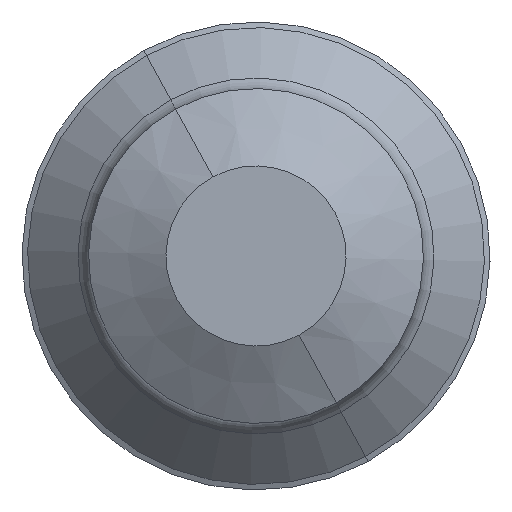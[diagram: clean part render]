
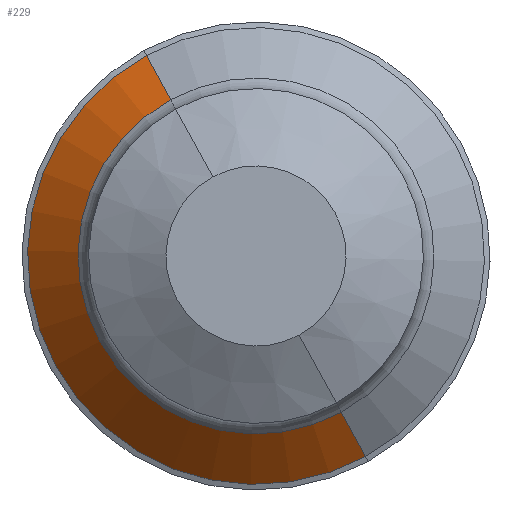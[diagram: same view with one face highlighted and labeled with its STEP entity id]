
A CAD part, left-side view. The second image highlights one B-rep face of the part: STEP entity #229.
In plain terms, the highlighted conical face has half-angle 45 degrees and reference radius 4.65 mm.
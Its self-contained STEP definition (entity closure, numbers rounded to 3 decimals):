
#148=CARTESIAN_POINT('Vertex',(1954.099,357.995,354.614)) ;
#151=CARTESIAN_POINT('Axis2P3D Location',(1954.099,355.625,350.276)) ;
#155=CARTESIAN_POINT('Vertex',(1954.099,353.255,345.939)) ;
#199=CARTESIAN_POINT('Axis2P3D Location',(1953.806,355.625,350.276)) ;
#204=CARTESIAN_POINT('Line Origine',(1954.653,358.261,355.1)) ;
#208=CARTESIAN_POINT('Vertex',(1955.5,358.667,355.844)) ;
#211=CARTESIAN_POINT('Axis2P3D Location',(1955.5,355.625,350.276)) ;
#215=CARTESIAN_POINT('Vertex',(1955.5,352.584,344.709)) ;
#218=CARTESIAN_POINT('Line Origine',(1954.653,352.99,345.452)) ;
#152=DIRECTION('Axis2P3D Direction',(-1.,-0.,0.)) ;
#200=DIRECTION('Axis2P3D Direction',(1.,-0.,-0.)) ;
#201=DIRECTION('Axis2P3D XDirection',(0.,0.479,0.878)) ;
#205=DIRECTION('Vector Direction',(0.707,0.339,0.621)) ;
#212=DIRECTION('Axis2P3D Direction',(1.,-0.,0.)) ;
#219=DIRECTION('Vector Direction',(0.707,-0.339,-0.621)) ;
#153=AXIS2_PLACEMENT_3D('Circle Axis2P3D',#151,#152,$) ;
#202=AXIS2_PLACEMENT_3D('Cone Axis2P3D',#199,#200,#201) ;
#213=AXIS2_PLACEMENT_3D('Circle Axis2P3D',#211,#212,$) ;
#224=ORIENTED_EDGE('',*,*,#210,.T.) ;
#225=ORIENTED_EDGE('',*,*,#217,.T.) ;
#226=ORIENTED_EDGE('',*,*,#222,.F.) ;
#227=ORIENTED_EDGE('',*,*,#157,.T.) ;
#206=VECTOR('Line Direction',#205,1.) ;
#220=VECTOR('Line Direction',#219,1.) ;
#229=ADVANCED_FACE('EngineMonocoqueStud',(#228),#203,.T.) ;
#154=CIRCLE('generated circle',#153,4.943) ;
#214=CIRCLE('generated circle',#213,6.344) ;
#203=CONICAL_SURFACE('Cone',#202,4.65,0.785) ;
#157=EDGE_CURVE('',#156,#149,#154,.F.) ;
#210=EDGE_CURVE('',#149,#209,#207,.T.) ;
#217=EDGE_CURVE('',#209,#216,#214,.F.) ;
#222=EDGE_CURVE('',#156,#216,#221,.T.) ;
#223=EDGE_LOOP('',(#224,#225,#226,#227)) ;
#228=FACE_OUTER_BOUND('',#223,.T.) ;
#207=LINE('Line',#204,#206) ;
#221=LINE('Line',#218,#220) ;
#149=VERTEX_POINT('',#148) ;
#156=VERTEX_POINT('',#155) ;
#209=VERTEX_POINT('',#208) ;
#216=VERTEX_POINT('',#215) ;
